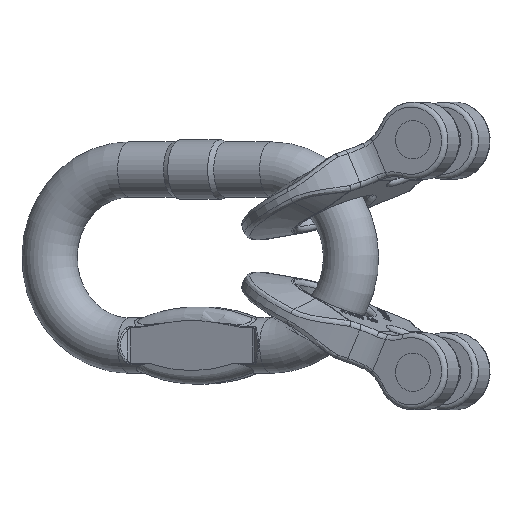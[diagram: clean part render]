
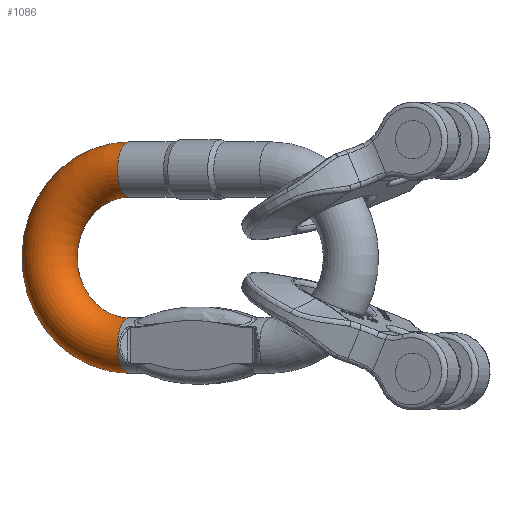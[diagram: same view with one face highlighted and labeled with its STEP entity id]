
A CAD part, left-side view. The second image highlights one B-rep face of the part: STEP entity #1086.
In plain terms, the highlighted toroidal (fillet/blend) face has major radius 36.5 mm and minor radius 11.5 mm.
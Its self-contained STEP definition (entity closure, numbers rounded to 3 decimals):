
#529=TOROIDAL_SURFACE('',#19682,36.5,11.5);
#1086=ADVANCED_FACE('',(#3830,#3831),#529,.T.);
#3467=CIRCLE('',#19671,11.5);
#3471=CIRCLE('',#19681,11.5);
#3830=FACE_BOUND('',#4235,.T.);
#3831=FACE_BOUND('',#4236,.T.);
#4235=EDGE_LOOP('',(#8969));
#4236=EDGE_LOOP('',(#8970));
#8969=ORIENTED_EDGE('',*,*,#15663,.T.);
#8970=ORIENTED_EDGE('',*,*,#15642,.F.);
#13606=VERTEX_POINT('',#28109);
#13627=VERTEX_POINT('',#28243);
#15642=EDGE_CURVE('',#13606,#13606,#3467,.T.);
#15663=EDGE_CURVE('',#13627,#13627,#3471,.T.);
#19671=AXIS2_PLACEMENT_3D('',#28108,#21273,#21274);
#19681=AXIS2_PLACEMENT_3D('',#28242,#21297,#21298);
#19682=AXIS2_PLACEMENT_3D('',#28244,#21299,#21300);
#21273=DIRECTION('',(-0.423,-0.906,0.));
#21274=DIRECTION('',(0.,0.,1.));
#21297=DIRECTION('',(0.423,0.906,0.));
#21298=DIRECTION('',(0.,0.,-1.));
#21299=DIRECTION('',(-0.906,0.423,0.));
#21300=DIRECTION('',(0.,0.,1.));
#28108=CARTESIAN_POINT('',(-44.276,-109.872,-37.131));
#28109=CARTESIAN_POINT('',(-44.276,-109.872,-25.631));
#28242=CARTESIAN_POINT('',(-44.276,-109.872,35.869));
#28243=CARTESIAN_POINT('',(-44.276,-109.872,24.369));
#28244=CARTESIAN_POINT('',(-44.276,-109.872,-0.631));
